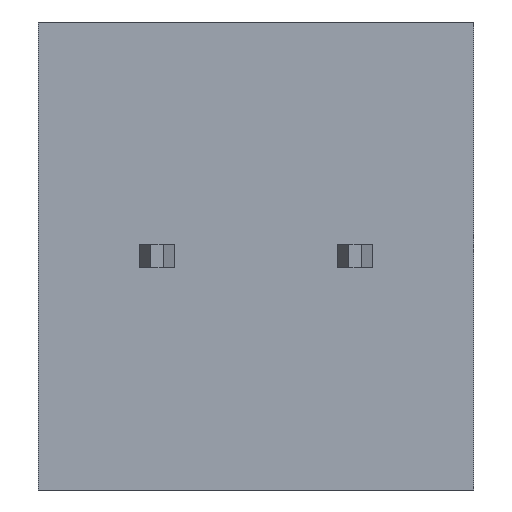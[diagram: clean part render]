
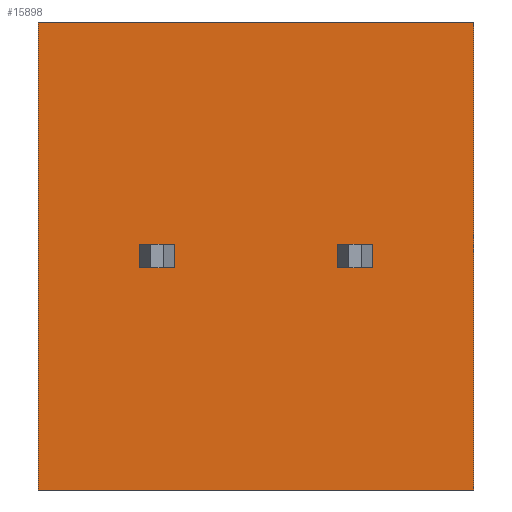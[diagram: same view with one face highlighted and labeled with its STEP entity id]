
A CAD part, front view. The second image highlights one B-rep face of the part: STEP entity #15898.
In plain terms, the highlighted planar face has unit normal (0, -1, 0).
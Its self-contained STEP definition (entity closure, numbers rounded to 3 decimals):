
#43 = LINE ( 'NONE', #12661, #15762 ) ;
#403 = EDGE_CURVE ( 'NONE', #15937, #7829, #9656, .T. ) ;
#593 = VECTOR ( 'NONE', #9578, 1000. ) ;
#755 = DIRECTION ( 'NONE',  ( 0., 0., 1. ) ) ;
#888 = LINE ( 'NONE', #9202, #26158 ) ;
#948 = EDGE_CURVE ( 'NONE', #14629, #16582, #25232, .T. ) ;
#1006 = ORIENTED_EDGE ( 'NONE', *, *, #11000, .F. ) ;
#1592 = FACE_BOUND ( 'NONE', #5597, .T. ) ;
#3087 = VERTEX_POINT ( 'NONE', #26471 ) ;
#3138 = VECTOR ( 'NONE', #26332, 1000. ) ;
#3647 = LINE ( 'NONE', #15925, #3138 ) ;
#4271 = CARTESIAN_POINT ( 'NONE',  ( 0.45, 0., 0.3 ) ) ;
#4519 = VERTEX_POINT ( 'NONE', #23726 ) ;
#4961 = EDGE_CURVE ( 'NONE', #15062, #4519, #43, .T. ) ;
#4962 = ORIENTED_EDGE ( 'NONE', *, *, #403, .F. ) ;
#5597 = EDGE_LOOP ( 'NONE', ( #14653, #16356, #9522, #15092 ) ) ;
#5843 = CARTESIAN_POINT ( 'NONE',  ( 4.63, 0., -0.3 ) ) ;
#6014 = DIRECTION ( 'NONE',  ( 0., 0., -1. ) ) ;
#6206 = DIRECTION ( 'NONE',  ( 0., 0., 1. ) ) ;
#6638 = EDGE_CURVE ( 'NONE', #15720, #3087, #3647, .T. ) ;
#6931 = DIRECTION ( 'NONE',  ( 0., -1., 0. ) ) ;
#7311 = CARTESIAN_POINT ( 'NONE',  ( 5.53, 0., -0.3 ) ) ;
#7712 = CARTESIAN_POINT ( 'NONE',  ( 5.53, 0., 0.3 ) ) ;
#7829 = VERTEX_POINT ( 'NONE', #16281 ) ;
#8407 = LINE ( 'NONE', #18881, #17023 ) ;
#9202 = CARTESIAN_POINT ( 'NONE',  ( 5.53, 0., 0.3 ) ) ;
#9225 = LINE ( 'NONE', #11556, #24617 ) ;
#9491 = DIRECTION ( 'NONE',  ( 0., 0., 1. ) ) ;
#9522 = ORIENTED_EDGE ( 'NONE', *, *, #26710, .F. ) ;
#9578 = DIRECTION ( 'NONE',  ( -1., 0., 0. ) ) ;
#9656 = LINE ( 'NONE', #22379, #25797 ) ;
#10029 = VERTEX_POINT ( 'NONE', #7712 ) ;
#10058 = EDGE_CURVE ( 'NONE', #7829, #15062, #8407, .T. ) ;
#10169 = CARTESIAN_POINT ( 'NONE',  ( 8.12, 0., -6. ) ) ;
#10886 = CARTESIAN_POINT ( 'NONE',  ( 4.63, 0., 0.3 ) ) ;
#11000 = EDGE_CURVE ( 'NONE', #16582, #15720, #9225, .T. ) ;
#11358 = EDGE_LOOP ( 'NONE', ( #23055, #16524, #1006, #24308 ) ) ;
#11407 = CARTESIAN_POINT ( 'NONE',  ( -3.04, 0., -6. ) ) ;
#11506 = CARTESIAN_POINT ( 'NONE',  ( 4.63, 0., 0.3 ) ) ;
#11556 = CARTESIAN_POINT ( 'NONE',  ( -3.04, 0., 6. ) ) ;
#12093 = FACE_OUTER_BOUND ( 'NONE', #11358, .T. ) ;
#12661 = CARTESIAN_POINT ( 'NONE',  ( -0.45, 0., -0.3 ) ) ;
#12686 = DIRECTION ( 'NONE',  ( -1., 0., 0. ) ) ;
#12778 = VERTEX_POINT ( 'NONE', #7311 ) ;
#13133 = CARTESIAN_POINT ( 'NONE',  ( 4.63, 0., 0.3 ) ) ;
#13243 = ORIENTED_EDGE ( 'NONE', *, *, #4961, .F. ) ;
#14629 = VERTEX_POINT ( 'NONE', #10169 ) ;
#14653 = ORIENTED_EDGE ( 'NONE', *, *, #23577, .F. ) ;
#14821 = AXIS2_PLACEMENT_3D ( 'NONE', #23821, #6931, #19099 ) ;
#15062 = VERTEX_POINT ( 'NONE', #19602 ) ;
#15092 = ORIENTED_EDGE ( 'NONE', *, *, #27208, .F. ) ;
#15359 = CARTESIAN_POINT ( 'NONE',  ( 0.45, 0., 0.3 ) ) ;
#15520 = ORIENTED_EDGE ( 'NONE', *, *, #24102, .F. ) ;
#15720 = VERTEX_POINT ( 'NONE', #17298 ) ;
#15762 = VECTOR ( 'NONE', #19245, 1000. ) ;
#15810 = VECTOR ( 'NONE', #6014, 1000. ) ;
#15898 = ADVANCED_FACE ( 'NONE', ( #12093, #20513, #1592 ), #18546, .T. ) ;
#15925 = CARTESIAN_POINT ( 'NONE',  ( -3.04, 0., 6. ) ) ;
#15937 = VERTEX_POINT ( 'NONE', #15359 ) ;
#16009 = DIRECTION ( 'NONE',  ( 1., 0., 0. ) ) ;
#16281 = CARTESIAN_POINT ( 'NONE',  ( -0.45, 0., 0.3 ) ) ;
#16356 = ORIENTED_EDGE ( 'NONE', *, *, #22538, .F. ) ;
#16524 = ORIENTED_EDGE ( 'NONE', *, *, #6638, .F. ) ;
#16556 = EDGE_LOOP ( 'NONE', ( #4962, #15520, #13243, #19526 ) ) ;
#16582 = VERTEX_POINT ( 'NONE', #11407 ) ;
#17023 = VECTOR ( 'NONE', #21547, 1000. ) ;
#17082 = VERTEX_POINT ( 'NONE', #10886 ) ;
#17298 = CARTESIAN_POINT ( 'NONE',  ( -3.04, 0., 6. ) ) ;
#18060 = DIRECTION ( 'NONE',  ( -1., 0., 0. ) ) ;
#18085 = VECTOR ( 'NONE', #24029, 1000. ) ;
#18101 = LINE ( 'NONE', #26680, #22982 ) ;
#18115 = LINE ( 'NONE', #11506, #593 ) ;
#18546 = PLANE ( 'NONE',  #14821 ) ;
#18881 = CARTESIAN_POINT ( 'NONE',  ( -0.45, 0., 0.3 ) ) ;
#19052 = EDGE_CURVE ( 'NONE', #3087, #14629, #24420, .T. ) ;
#19099 = DIRECTION ( 'NONE',  ( 0., 0., -1. ) ) ;
#19245 = DIRECTION ( 'NONE',  ( 1., 0., 0. ) ) ;
#19526 = ORIENTED_EDGE ( 'NONE', *, *, #10058, .F. ) ;
#19602 = CARTESIAN_POINT ( 'NONE',  ( -0.45, 0., -0.3 ) ) ;
#19706 = LINE ( 'NONE', #13133, #18085 ) ;
#20048 = VECTOR ( 'NONE', #12686, 1000. ) ;
#20513 = FACE_BOUND ( 'NONE', #16556, .T. ) ;
#20552 = VERTEX_POINT ( 'NONE', #5843 ) ;
#21547 = DIRECTION ( 'NONE',  ( 0., 0., -1. ) ) ;
#22379 = CARTESIAN_POINT ( 'NONE',  ( -0.45, 0., 0.3 ) ) ;
#22538 = EDGE_CURVE ( 'NONE', #12778, #10029, #888, .T. ) ;
#22630 = CARTESIAN_POINT ( 'NONE',  ( 8.12, 0., 6. ) ) ;
#22982 = VECTOR ( 'NONE', #16009, 1000. ) ;
#23055 = ORIENTED_EDGE ( 'NONE', *, *, #19052, .F. ) ;
#23183 = CARTESIAN_POINT ( 'NONE',  ( -3.04, 0., -6. ) ) ;
#23381 = VECTOR ( 'NONE', #6206, 1000. ) ;
#23577 = EDGE_CURVE ( 'NONE', #10029, #17082, #18115, .T. ) ;
#23726 = CARTESIAN_POINT ( 'NONE',  ( 0.45, 0., -0.3 ) ) ;
#23821 = CARTESIAN_POINT ( 'NONE',  ( 2.54, 0., 0. ) ) ;
#24029 = DIRECTION ( 'NONE',  ( 0., 0., -1. ) ) ;
#24102 = EDGE_CURVE ( 'NONE', #4519, #15937, #25164, .T. ) ;
#24308 = ORIENTED_EDGE ( 'NONE', *, *, #948, .F. ) ;
#24420 = LINE ( 'NONE', #22630, #15810 ) ;
#24617 = VECTOR ( 'NONE', #9491, 1000. ) ;
#25164 = LINE ( 'NONE', #4271, #23381 ) ;
#25232 = LINE ( 'NONE', #23183, #20048 ) ;
#25797 = VECTOR ( 'NONE', #18060, 1000. ) ;
#26158 = VECTOR ( 'NONE', #755, 1000. ) ;
#26332 = DIRECTION ( 'NONE',  ( 1., 0., 0. ) ) ;
#26471 = CARTESIAN_POINT ( 'NONE',  ( 8.12, 0., 6. ) ) ;
#26680 = CARTESIAN_POINT ( 'NONE',  ( 4.63, 0., -0.3 ) ) ;
#26710 = EDGE_CURVE ( 'NONE', #20552, #12778, #18101, .T. ) ;
#27208 = EDGE_CURVE ( 'NONE', #17082, #20552, #19706, .T. ) ;
